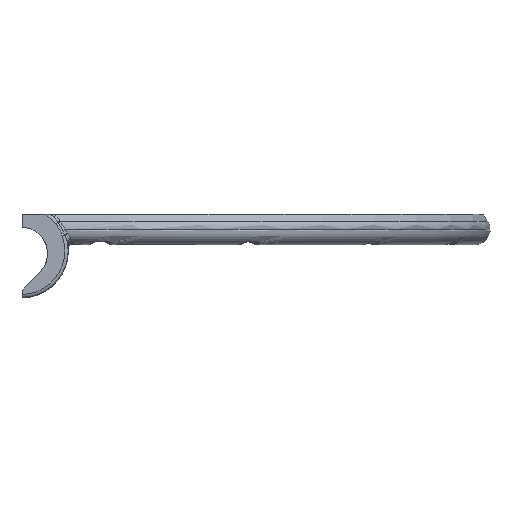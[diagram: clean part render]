
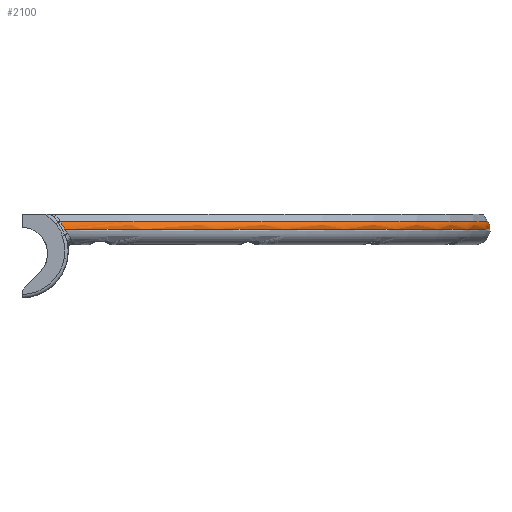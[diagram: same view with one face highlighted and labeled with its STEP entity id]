
A CAD part, left-side view. The second image highlights one B-rep face of the part: STEP entity #2100.
In plain terms, the highlighted toroidal (fillet/blend) face has major radius 139.7 mm and minor radius 4.763 mm.
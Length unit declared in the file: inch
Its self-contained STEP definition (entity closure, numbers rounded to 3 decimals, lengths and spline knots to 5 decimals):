
#787 = CARTESIAN_POINT ( 'NONE',  ( 1.13488, -5.54749, 0.09375 ) ) ;
#954 = AXIS2_PLACEMENT_3D ( 'NONE', #2329, #2415, #6127 ) ;
#1018 = DIRECTION ( 'NONE',  ( 1., 0., 0. ) ) ;
#1306 = EDGE_LOOP ( 'NONE', ( #7047, #1930, #3075, #3546, #1341 ) ) ;
#1317 = CIRCLE ( 'NONE', #2362, 5.66238 ) ;
#1327 = CARTESIAN_POINT ( 'NONE',  ( 1.10909, -5.57769, 0.01745 ) ) ;
#1341 = ORIENTED_EDGE ( 'NONE', *, *, #6239, .F. ) ;
#1797 = CARTESIAN_POINT ( 'NONE',  ( -5.65623, -0.49395, 0.06018 ) ) ;
#1930 = ORIENTED_EDGE ( 'NONE', *, *, #3050, .T. ) ;
#2100 = ADVANCED_FACE ( 'NONE', ( #6540 ), #6445, .T. ) ;
#2329 = CARTESIAN_POINT ( 'NONE',  ( 0., 0., 0. ) ) ;
#2362 = AXIS2_PLACEMENT_3D ( 'NONE', #5376, #4187, #1018 ) ;
#2415 = DIRECTION ( 'NONE',  ( 0., 0., 1. ) ) ;
#2509 = CARTESIAN_POINT ( 'NONE',  ( -5.64246, -0.47454, 0.09375 ) ) ;
#2537 = CARTESIAN_POINT ( 'NONE',  ( -5.66316, -0.52561, 0.00751 ) ) ;
#3050 = EDGE_CURVE ( 'NONE', #5408, #3761, #7753, .T. ) ;
#3075 = ORIENTED_EDGE ( 'NONE', *, *, #5603, .F. ) ;
#3086 = CARTESIAN_POINT ( 'NONE',  ( -5.6513, -0.48533, 0.07484 ) ) ;
#3099 = CARTESIAN_POINT ( 'NONE',  ( -5.64474, -0.47707, 0.0893 ) ) ;
#3156 = CARTESIAN_POINT ( 'NONE',  ( 1.11119, -5.57482, 0.03459 ) ) ;
#3236 = CARTESIAN_POINT ( 'NONE',  ( 1.10857, -5.57842, 0. ) ) ;
#3425 = CARTESIAN_POINT ( 'NONE',  ( -5.64474, -0.47707, 0.0893 ) ) ;
#3546 = ORIENTED_EDGE ( 'NONE', *, *, #7990, .T. ) ;
#3550 = DIRECTION ( 'NONE',  ( 0., 0., 1. ) ) ;
#3694 = CARTESIAN_POINT ( 'NONE',  ( -5.66211, -0.51175, 0.03034 ) ) ;
#3761 = VERTEX_POINT ( 'NONE', #4956 ) ;
#3770 = CARTESIAN_POINT ( 'NONE',  ( 1.11705, -5.56718, 0.05908 ) ) ;
#3809 = CARTESIAN_POINT ( 'NONE',  ( 1.11973, -5.56383, 0.06676 ) ) ;
#4187 = DIRECTION ( 'NONE',  ( 0., 0., -1. ) ) ;
#4199 = CARTESIAN_POINT ( 'NONE',  ( 0., 0., 0. ) ) ;
#4338 = B_SPLINE_CURVE_WITH_KNOTS ( 'NONE', 3,
 ( #5723, #2537, #5041, #3694, #4430, #5569, #1797, #3086, #7504, #8046 ),
 .UNSPECIFIED., .F., .F.,
 ( 4, 2, 2, 2, 4 ),
 ( 0.00151, 0.00218, 0.00285, 0.00352, 0.0042 ),
 .UNSPECIFIED. ) ;
#4427 = EDGE_CURVE ( 'NONE', #5408, #6041, #4338, .T. ) ;
#4430 = CARTESIAN_POINT ( 'NONE',  ( -5.66112, -0.50724, 0.03787 ) ) ;
#4790 = CARTESIAN_POINT ( 'NONE',  ( -5.66273, -0.53028, 0. ) ) ;
#4956 = CARTESIAN_POINT ( 'NONE',  ( 1.10857, -5.57842, 0. ) ) ;
#4969 = CARTESIAN_POINT ( 'NONE',  ( -5.64324, -0.47539, 0.09228 ) ) ;
#5041 = CARTESIAN_POINT ( 'NONE',  ( -5.66313, -0.52093, 0.01516 ) ) ;
#5042 = AXIS2_PLACEMENT_3D ( 'NONE', #4199, #3550, #5390 ) ;
#5248 = CARTESIAN_POINT ( 'NONE',  ( 1.13488, -5.54749, 0.09375 ) ) ;
#5376 = CARTESIAN_POINT ( 'NONE',  ( 0., 0., 0.09375 ) ) ;
#5390 = DIRECTION ( 'NONE',  ( 1., 0., 0. ) ) ;
#5408 = VERTEX_POINT ( 'NONE', #4790 ) ;
#5569 = CARTESIAN_POINT ( 'NONE',  ( -5.65818, -0.49834, 0.05279 ) ) ;
#5603 = EDGE_CURVE ( 'NONE', #6943, #3761, #7913, .T. ) ;
#5723 = CARTESIAN_POINT ( 'NONE',  ( -5.66273, -0.53028, 0. ) ) ;
#6041 = VERTEX_POINT ( 'NONE', #3425 ) ;
#6065 = B_SPLINE_CURVE_WITH_KNOTS ( 'NONE', 3,
 ( #3099, #7475, #4969, #2509 ),
 .UNSPECIFIED., .F., .F.,
 ( 4, 4 ),
 ( 0., 0.00014 ),
 .UNSPECIFIED. ) ;
#6127 = DIRECTION ( 'NONE',  ( 1., 0., 0. ) ) ;
#6236 = CARTESIAN_POINT ( 'NONE',  ( 1.11279, -5.57266, 0.04306 ) ) ;
#6239 = EDGE_CURVE ( 'NONE', #6041, #7547, #6065, .T. ) ;
#6318 = CARTESIAN_POINT ( 'NONE',  ( 1.10857, -5.57842, 0.00878 ) ) ;
#6445 = TOROIDAL_SURFACE ( 'NONE', #954, 5.5, 0.1875 ) ;
#6540 = FACE_OUTER_BOUND ( 'NONE', #1306, .T. ) ;
#6926 = CARTESIAN_POINT ( 'NONE',  ( 1.12636, -5.55618, 0.08117 ) ) ;
#6943 = VERTEX_POINT ( 'NONE', #5248 ) ;
#7047 = ORIENTED_EDGE ( 'NONE', *, *, #4427, .F. ) ;
#7475 = CARTESIAN_POINT ( 'NONE',  ( -5.644, -0.47624, 0.0908 ) ) ;
#7504 = CARTESIAN_POINT ( 'NONE',  ( -5.6483, -0.48107, 0.08213 ) ) ;
#7547 = VERTEX_POINT ( 'NONE', #7800 ) ;
#7620 = CARTESIAN_POINT ( 'NONE',  ( 1.13024, -5.55196, 0.08777 ) ) ;
#7753 = CIRCLE ( 'NONE', #5042, 5.6875 ) ;
#7800 = CARTESIAN_POINT ( 'NONE',  ( -5.64246, -0.47454, 0.09375 ) ) ;
#7913 = B_SPLINE_CURVE_WITH_KNOTS ( 'NONE', 3,
 ( #787, #7620, #6926, #3809, #3770, #6236, #3156, #1327, #6318, #3236 ),
 .UNSPECIFIED., .F., .F.,
 ( 4, 2, 2, 2, 4 ),
 ( 0.01532, 0.01599, 0.01666, 0.01732, 0.01799 ),
 .UNSPECIFIED. ) ;
#7990 = EDGE_CURVE ( 'NONE', #6943, #7547, #1317, .T. ) ;
#8046 = CARTESIAN_POINT ( 'NONE',  ( -5.64474, -0.47707, 0.0893 ) ) ;
